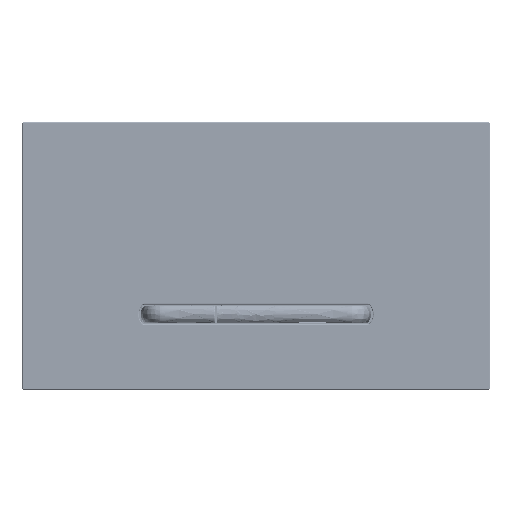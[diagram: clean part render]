
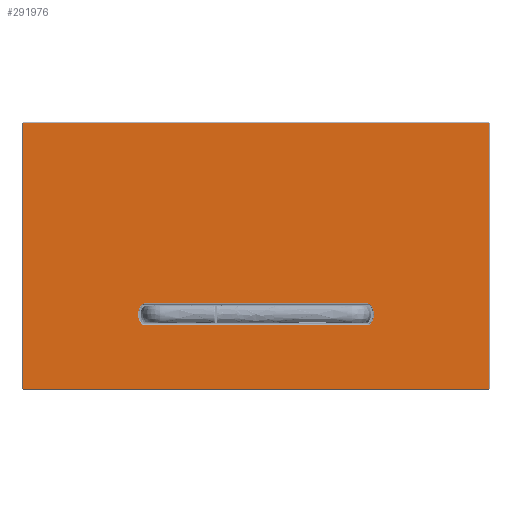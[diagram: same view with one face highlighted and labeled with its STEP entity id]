
A CAD part, top view. The second image highlights one B-rep face of the part: STEP entity #291976.
In plain terms, the highlighted face is planar.
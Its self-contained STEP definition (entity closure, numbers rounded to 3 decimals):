
#291501=DIRECTION('',(0.,0.,-1.));
#291502=VECTOR('',#291501,252.);
#291503=CARTESIAN_POINT('',(-72.,0.,126.));
#291504=LINE('',#291503,#291502);
#291505=DIRECTION('',(-1.,0.,0.));
#291506=VECTOR('',#291505,144.);
#291507=CARTESIAN_POINT('',(72.,0.,126.));
#291508=LINE('',#291507,#291506);
#291509=DIRECTION('',(0.,0.,1.));
#291510=VECTOR('',#291509,252.);
#291511=CARTESIAN_POINT('',(72.,0.,-126.));
#291512=LINE('',#291511,#291510);
#291513=DIRECTION('',(1.,0.,0.));
#291514=VECTOR('',#291513,144.);
#291515=CARTESIAN_POINT('',(-72.,0.,-126.));
#291516=LINE('',#291515,#291514);
#291517=DIRECTION('',(0.,0.,-1.));
#291518=VECTOR('',#291517,120.202);
#291519=CARTESIAN_POINT('',(37.4,0.,60.101));
#291520=LINE('',#291519,#291518);
#291521=CARTESIAN_POINT('',(34.9,0.,60.101));
#291522=DIRECTION('',(0.,1.,0.));
#291523=DIRECTION('',(0.607,0.,0.795));
#291524=AXIS2_PLACEMENT_3D('',#291521,#291522,#291523);
#291526=CARTESIAN_POINT('',(31.5,0.,55.645));
#291527=DIRECTION('',(0.,1.,0.));
#291528=DIRECTION('',(-0.607,0.,0.795));
#291529=AXIS2_PLACEMENT_3D('',#291526,#291527,#291528);
#291531=CARTESIAN_POINT('',(28.1,0.,60.101));
#291532=DIRECTION('',(0.,1.,0.));
#291533=DIRECTION('',(-1.,0.,0.));
#291534=AXIS2_PLACEMENT_3D('',#291531,#291532,#291533);
#291536=DIRECTION('',(0.,0.,1.));
#291537=VECTOR('',#291536,120.202);
#291538=CARTESIAN_POINT('',(25.6,0.,-60.101));
#291539=LINE('',#291538,#291537);
#291540=CARTESIAN_POINT('',(28.1,0.,-60.101));
#291541=DIRECTION('',(0.,1.,0.));
#291542=DIRECTION('',(-0.607,0.,-0.795));
#291543=AXIS2_PLACEMENT_3D('',#291540,#291541,#291542);
#291545=CARTESIAN_POINT('',(31.5,0.,-55.645));
#291546=DIRECTION('',(0.,1.,0.));
#291547=DIRECTION('',(0.607,0.,-0.795));
#291548=AXIS2_PLACEMENT_3D('',#291545,#291546,#291547);
#291550=CARTESIAN_POINT('',(34.9,0.,-60.101));
#291551=DIRECTION('',(0.,1.,0.));
#291552=DIRECTION('',(1.,0.,0.));
#291553=AXIS2_PLACEMENT_3D('',#291550,#291551,#291552);
#291851=CARTESIAN_POINT('',(37.4,0.,60.101));
#291852=CARTESIAN_POINT('',(37.4,0.,-60.101));
#291853=VERTEX_POINT('',#291851);
#291854=VERTEX_POINT('',#291852);
#291859=CARTESIAN_POINT('',(25.6,0.,-60.101));
#291860=CARTESIAN_POINT('',(25.6,0.,60.101));
#291861=VERTEX_POINT('',#291859);
#291862=VERTEX_POINT('',#291860);
#291891=CARTESIAN_POINT('',(-72.,0.,-126.));
#291893=VERTEX_POINT('',#291891);
#291897=CARTESIAN_POINT('',(-72.,0.,126.));
#291898=VERTEX_POINT('',#291897);
#291901=CARTESIAN_POINT('',(72.,0.,-126.));
#291902=VERTEX_POINT('',#291901);
#291907=CARTESIAN_POINT('',(72.,0.,126.));
#291908=VERTEX_POINT('',#291907);
#291927=CARTESIAN_POINT('',(26.583,0.,62.089));
#291928=VERTEX_POINT('',#291927);
#291931=CARTESIAN_POINT('',(36.417,0.,62.089));
#291932=VERTEX_POINT('',#291931);
#291935=CARTESIAN_POINT('',(36.417,0.,-62.089));
#291936=VERTEX_POINT('',#291935);
#291939=CARTESIAN_POINT('',(26.583,0.,-62.089));
#291940=VERTEX_POINT('',#291939);
#291943=CARTESIAN_POINT('',(0.,0.,0.));
#291944=DIRECTION('',(0.,1.,0.));
#291945=DIRECTION('',(0.,0.,-1.));
#291946=AXIS2_PLACEMENT_3D('',#291943,#291944,#291945);
#291947=PLANE('',#291946);
#291949=ORIENTED_EDGE('',*,*,#291948,.F.);
#291951=ORIENTED_EDGE('',*,*,#291950,.F.);
#291953=ORIENTED_EDGE('',*,*,#291952,.F.);
#291955=ORIENTED_EDGE('',*,*,#291954,.F.);
#291956=EDGE_LOOP('',(#291949,#291951,#291953,#291955));
#291957=FACE_OUTER_BOUND('',#291956,.F.);
#291959=ORIENTED_EDGE('',*,*,#291958,.F.);
#291961=ORIENTED_EDGE('',*,*,#291960,.F.);
#291963=ORIENTED_EDGE('',*,*,#291962,.F.);
#291965=ORIENTED_EDGE('',*,*,#291964,.F.);
#291967=ORIENTED_EDGE('',*,*,#291966,.F.);
#291969=ORIENTED_EDGE('',*,*,#291968,.F.);
#291971=ORIENTED_EDGE('',*,*,#291970,.F.);
#291973=ORIENTED_EDGE('',*,*,#291972,.F.);
#291974=EDGE_LOOP('',(#291959,#291961,#291963,#291965,#291967,#291969,#291971,
#291973));
#291975=FACE_BOUND('',#291974,.F.);
#291976=ADVANCED_FACE('',(#291957,#291975),#291947,.F.);
#291525=CIRCLE('',#291524,2.5);
#291530=CIRCLE('',#291529,8.105);
#291535=CIRCLE('',#291534,2.5);
#291544=CIRCLE('',#291543,2.5);
#291549=CIRCLE('',#291548,8.105);
#291554=CIRCLE('',#291553,2.5);
#291948=EDGE_CURVE('',#291898,#291893,#291504,.T.);
#291950=EDGE_CURVE('',#291908,#291898,#291508,.T.);
#291952=EDGE_CURVE('',#291902,#291908,#291512,.T.);
#291954=EDGE_CURVE('',#291893,#291902,#291516,.T.);
#291958=EDGE_CURVE('',#291853,#291854,#291520,.T.);
#291960=EDGE_CURVE('',#291932,#291853,#291525,.T.);
#291962=EDGE_CURVE('',#291928,#291932,#291530,.T.);
#291964=EDGE_CURVE('',#291862,#291928,#291535,.T.);
#291966=EDGE_CURVE('',#291861,#291862,#291539,.T.);
#291968=EDGE_CURVE('',#291940,#291861,#291544,.T.);
#291970=EDGE_CURVE('',#291936,#291940,#291549,.T.);
#291972=EDGE_CURVE('',#291854,#291936,#291554,.T.);
